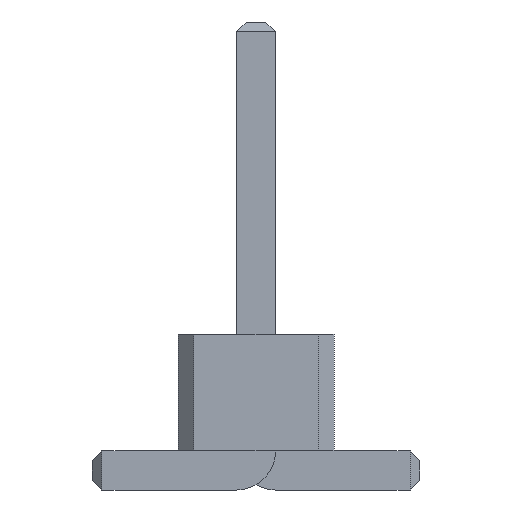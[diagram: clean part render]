
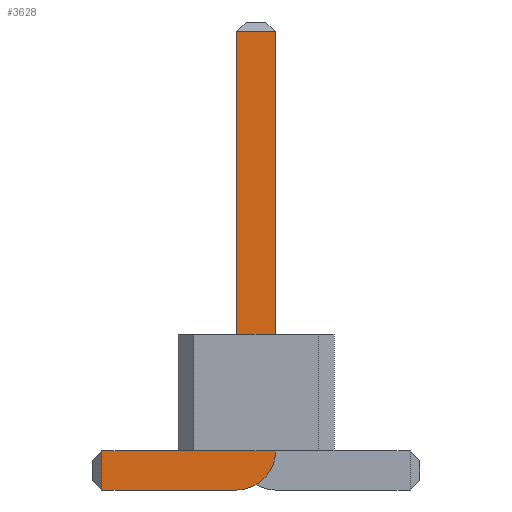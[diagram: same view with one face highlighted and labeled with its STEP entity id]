
A CAD part, front view. The second image highlights one B-rep face of the part: STEP entity #3628.
In plain terms, the highlighted planar face has unit normal (0, -1, 0).
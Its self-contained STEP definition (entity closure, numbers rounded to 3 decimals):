
#13=DIRECTION('',(0.,0.,1.));
#27=VECTOR('',#13,1.);
#56=DIRECTION('',(0.,-1.,0.));
#67=DIRECTION('',(1.,0.,0.));
#782=VECTOR('',#67,1.);
#835=DIRECTION('',(-1.,0.,0.));
#1547=VECTOR('',#835,1.);
#1679=DIRECTION('',(0.,0.,-1.));
#1696=VECTOR('',#1679,1.);
#3483=DIRECTION('',(0.,-1.,0.));
#3484=DIRECTION('',(-1.,0.,0.));
#3491=VERTEX_POINT('',#3492);
#3492=CARTESIAN_POINT('',(-1.975,-12.25,0.));
#3494=ORIENTED_EDGE('',*,*,#3495,.T.);
#3495=EDGE_CURVE('',#3491,#3496,#3498,.T.);
#3496=VERTEX_POINT('',#3497);
#3497=CARTESIAN_POINT('',(-0.25,-12.25,0.));
#3498=LINE('',#3499,#782);
#3499=CARTESIAN_POINT('',(-2.1,-12.25,0.));
#3531=VERTEX_POINT('',#3532);
#3532=CARTESIAN_POINT('',(0.25,-12.25,0.5));
#3535=EDGE_CURVE('',#3496,#3531,#3536,.T.);
#3536=CIRCLE('',#3537,0.5);
#3537=AXIS2_PLACEMENT_3D('',#3538,#56,#1679);
#3538=CARTESIAN_POINT('',(-0.25,-12.25,0.5));
#3546=VERTEX_POINT('',#3538);
#3548=ORIENTED_EDGE('',*,*,#3549,.T.);
#3549=EDGE_CURVE('',#3546,#3550,#3552,.T.);
#3550=VERTEX_POINT('',#3551);
#3551=CARTESIAN_POINT('',(-1.975,-12.25,0.5));
#3552=LINE('',#3538,#1547);
#3562=ORIENTED_EDGE('',*,*,#3563,.T.);
#3563=EDGE_CURVE('',#3531,#3564,#3566,.T.);
#3564=VERTEX_POINT('',#3565);
#3565=CARTESIAN_POINT('',(0.25,-12.25,5.875));
#3566=LINE('',#3567,#27);
#3567=CARTESIAN_POINT('',(0.25,-12.25,0.));
#3579=VERTEX_POINT('',#3580);
#3580=CARTESIAN_POINT('',(-0.25,-12.25,5.875));
#3582=ORIENTED_EDGE('',*,*,#3583,.T.);
#3583=EDGE_CURVE('',#3579,#3546,#3584,.T.);
#3584=LINE('',#3585,#1696);
#3585=CARTESIAN_POINT('',(-0.25,-12.25,6.));
#3628=ADVANCED_FACE('',(#3629),#3638,.T.);
#3629=FACE_BOUND('',#3630,.T.);
#3630=EDGE_LOOP('',(#3494,#3631,#3562,#3632,#3582,#3548,#3635));
#3631=ORIENTED_EDGE('',*,*,#3535,.T.);
#3632=ORIENTED_EDGE('',*,*,#3633,.T.);
#3633=EDGE_CURVE('',#3564,#3579,#3634,.T.);
#3634=LINE('',#3565,#1547);
#3635=ORIENTED_EDGE('',*,*,#3636,.T.);
#3636=EDGE_CURVE('',#3550,#3491,#3637,.T.);
#3637=LINE('',#3551,#1696);
#3638=PLANE('',#3639);
#3639=AXIS2_PLACEMENT_3D('',#3640,#3483,#3484);
#3640=CARTESIAN_POINT('',(-0.316,-12.25,2.391));
